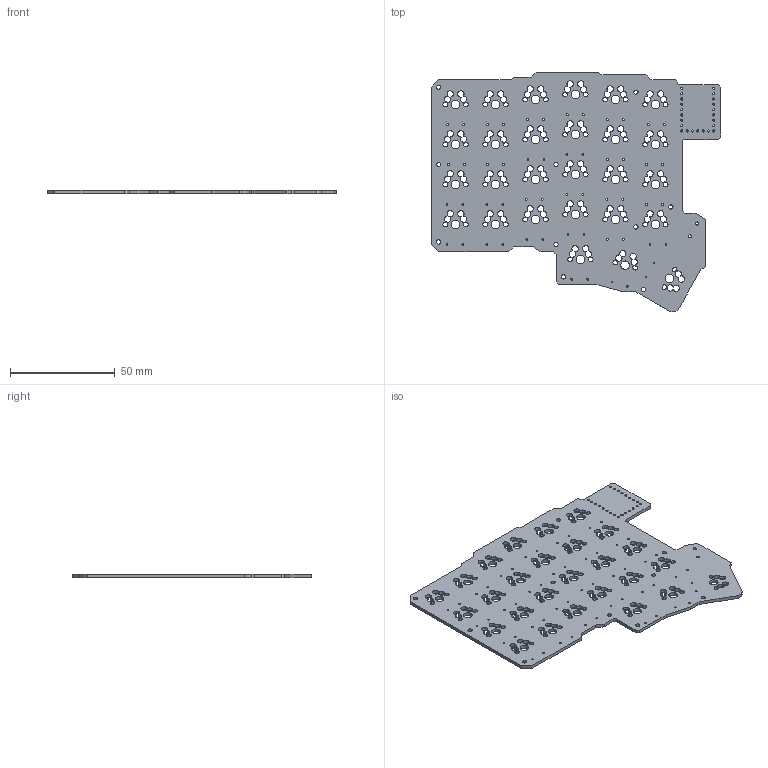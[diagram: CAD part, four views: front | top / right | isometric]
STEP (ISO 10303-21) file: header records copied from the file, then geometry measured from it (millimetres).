
FILE_DESCRIPTION(('KiCad electronic assembly'),'2;1');
FILE_NAME('silakka54.step','2025-01-08T16:19:25',('Pcbnew'),('Kicad'), 'Open CASCADE STEP processor 7.7','KiCad to STEP converter','Unknown' );
FILE_SCHEMA(('AUTOMOTIVE_DESIGN { 1 0 10303 214 1 1 1 1 }'));
Length unit declared in the file: millimetre
Products named in the file (2): silakka54 1; silakka54_PCB
Assembly tree (1 placements, depth 2):
  silakka54 1
    silakka54_PCB
Bounding box: 138.11 x 114.3 x 1.6 mm (x, y, z)
Volume: 16960.6 mm3; surface area: 25046.9 mm2
Topology: 1 solids, 1 shells, 587 faces, 1755 edges, 1170 vertices
Faces by surface type: cylinder 544, plane 43
Full cylindrical faces by diameter (mm): 0.8 x54, 1 x23, 1.5 x2, 2 x10, 4.1 x27
Entity records: 21350 total; most frequent: DIRECTION 4021, CARTESIAN_POINT 3514, ORIENTED_EDGE 3510, EDGE_CURVE 1755, AXIS2_PLACEMENT_3D 1677, VERTEX_POINT 1170, CIRCLE 1088, FACE_BOUND 1035
